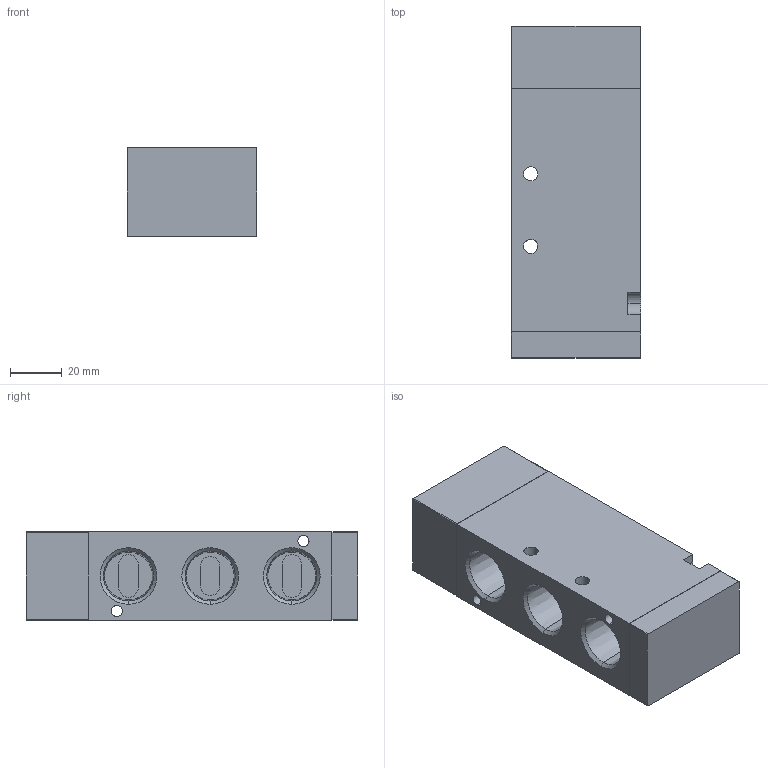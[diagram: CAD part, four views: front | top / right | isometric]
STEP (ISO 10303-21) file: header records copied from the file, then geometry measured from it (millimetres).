
FILE_DESCRIPTION (( 'STEP AP203' ), '1' );
FILE_NAME ('AVS-5444.step', '2016-02-04T21:20:27', ( '' ), ( '' ), 'SwSTEP 2.0', 'SolidWorks 2015', '' );
FILE_SCHEMA (( 'CONFIG_CONTROL_DESIGN' ));
Length unit declared in the file: inch
Products named in the file (1): AVS-5444
Bounding box: 50 x 128 x 34 mm (x, y, z)
Volume: 189589.1 mm3; surface area: 39426.3 mm2
Topology: 3 solids, 3 shells, 103 faces, 246 edges, 160 vertices
Faces by surface type: plane 45, cylinder 34, cone 24
Entity records: 3099 total; most frequent: DIRECTION 558, CARTESIAN_POINT 510, ORIENTED_EDGE 492, EDGE_CURVE 246, AXIS2_PLACEMENT_3D 208, VERTEX_POINT 160, LINE 142, VECTOR 142
